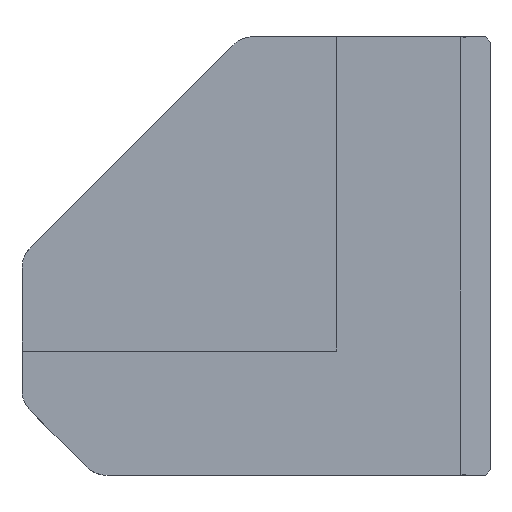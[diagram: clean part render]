
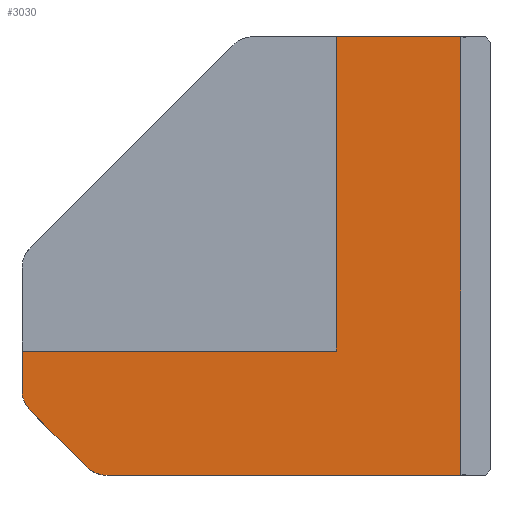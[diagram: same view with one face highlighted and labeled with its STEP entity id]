
A CAD part, top view. The second image highlights one B-rep face of the part: STEP entity #3030.
In plain terms, the highlighted planar face has unit normal (0, 0, 1).
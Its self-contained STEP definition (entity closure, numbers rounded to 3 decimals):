
#2623 = VERTEX_POINT('',#2624);
#2624 = CARTESIAN_POINT('',(249.171,150.8,5.));
#2630 = EDGE_CURVE('',#2623,#2631,#2633,.T.);
#2631 = VERTEX_POINT('',#2632);
#2632 = CARTESIAN_POINT('',(257.671,150.8,5.));
#2633 = LINE('',#2634,#2635);
#2634 = CARTESIAN_POINT('',(249.171,150.8,5.));
#2635 = VECTOR('',#2636,1.);
#2636 = DIRECTION('',(1.,0.,0.));
#2878 = VERTEX_POINT('',#2879);
#2879 = CARTESIAN_POINT('',(249.171,129.3,5.));
#2885 = EDGE_CURVE('',#2878,#2623,#2886,.T.);
#2886 = LINE('',#2887,#2888);
#2887 = CARTESIAN_POINT('',(249.171,129.3,5.));
#2888 = VECTOR('',#2889,1.);
#2889 = DIRECTION('',(0.,1.,0.));
#2971 = VERTEX_POINT('',#2972);
#2972 = CARTESIAN_POINT('',(257.671,120.8,5.));
#3010 = EDGE_CURVE('',#3011,#2878,#3013,.T.);
#3011 = VERTEX_POINT('',#3012);
#3012 = CARTESIAN_POINT('',(227.671,129.3,5.));
#3013 = LINE('',#3014,#3015);
#3014 = CARTESIAN_POINT('',(227.671,129.3,5.));
#3015 = VECTOR('',#3016,1.);
#3016 = DIRECTION('',(1.,0.,0.));
#3030 = ADVANCED_FACE('',(#3031),#3208,.T.);
#3031 = FACE_BOUND('',#3032,.T.);
#3032 = EDGE_LOOP('',(#3033,#3034,#3035,#3043,#3051,#3059,#3067,#3075,
    #3083,#3091,#3099,#3107,#3115,#3123,#3131,#3139,#3147,#3155,#3163,
    #3171,#3179,#3187,#3195,#3201,#3207));
#3033 = ORIENTED_EDGE('',*,*,#2885,.F.);
#3034 = ORIENTED_EDGE('',*,*,#3010,.F.);
#3035 = ORIENTED_EDGE('',*,*,#3036,.T.);
#3036 = EDGE_CURVE('',#3011,#3037,#3039,.T.);
#3037 = VERTEX_POINT('',#3038);
#3038 = CARTESIAN_POINT('',(227.671,126.628,5.));
#3039 = LINE('',#3040,#3041);
#3040 = CARTESIAN_POINT('',(227.671,129.3,5.));
#3041 = VECTOR('',#3042,1.);
#3042 = DIRECTION('',(0.,-1.,0.));
#3043 = ORIENTED_EDGE('',*,*,#3044,.T.);
#3044 = EDGE_CURVE('',#3037,#3045,#3047,.T.);
#3045 = VERTEX_POINT('',#3046);
#3046 = CARTESIAN_POINT('',(227.679,126.454,5.));
#3047 = LINE('',#3048,#3049);
#3048 = CARTESIAN_POINT('',(227.671,126.628,5.));
#3049 = VECTOR('',#3050,1.);
#3050 = DIRECTION('',(0.044,-0.999,0.));
#3051 = ORIENTED_EDGE('',*,*,#3052,.T.);
#3052 = EDGE_CURVE('',#3045,#3053,#3055,.T.);
#3053 = VERTEX_POINT('',#3054);
#3054 = CARTESIAN_POINT('',(227.701,126.281,5.));
#3055 = LINE('',#3056,#3057);
#3056 = CARTESIAN_POINT('',(227.679,126.454,5.));
#3057 = VECTOR('',#3058,1.);
#3058 = DIRECTION('',(0.131,-0.991,0.));
#3059 = ORIENTED_EDGE('',*,*,#3060,.T.);
#3060 = EDGE_CURVE('',#3053,#3061,#3063,.T.);
#3061 = VERTEX_POINT('',#3062);
#3062 = CARTESIAN_POINT('',(227.739,126.111,5.));
#3063 = LINE('',#3064,#3065);
#3064 = CARTESIAN_POINT('',(227.701,126.281,5.));
#3065 = VECTOR('',#3066,1.);
#3066 = DIRECTION('',(0.216,-0.976,0.));
#3067 = ORIENTED_EDGE('',*,*,#3068,.T.);
#3068 = EDGE_CURVE('',#3061,#3069,#3071,.T.);
#3069 = VERTEX_POINT('',#3070);
#3070 = CARTESIAN_POINT('',(227.792,125.944,5.));
#3071 = LINE('',#3072,#3073);
#3072 = CARTESIAN_POINT('',(227.739,126.111,5.));
#3073 = VECTOR('',#3074,1.);
#3074 = DIRECTION('',(0.301,-0.954,0.));
#3075 = ORIENTED_EDGE('',*,*,#3076,.T.);
#3076 = EDGE_CURVE('',#3069,#3077,#3079,.T.);
#3077 = VERTEX_POINT('',#3078);
#3078 = CARTESIAN_POINT('',(227.858,125.783,5.));
#3079 = LINE('',#3080,#3081);
#3080 = CARTESIAN_POINT('',(227.792,125.944,5.));
#3081 = VECTOR('',#3082,1.);
#3082 = DIRECTION('',(0.383,-0.924,0.));
#3083 = ORIENTED_EDGE('',*,*,#3084,.T.);
#3084 = EDGE_CURVE('',#3077,#3085,#3087,.T.);
#3085 = VERTEX_POINT('',#3086);
#3086 = CARTESIAN_POINT('',(227.939,125.628,5.));
#3087 = LINE('',#3088,#3089);
#3088 = CARTESIAN_POINT('',(227.858,125.783,5.));
#3089 = VECTOR('',#3090,1.);
#3090 = DIRECTION('',(0.462,-0.887,0.));
#3091 = ORIENTED_EDGE('',*,*,#3092,.T.);
#3092 = EDGE_CURVE('',#3085,#3093,#3095,.T.);
#3093 = VERTEX_POINT('',#3094);
#3094 = CARTESIAN_POINT('',(228.033,125.481,5.));
#3095 = LINE('',#3096,#3097);
#3096 = CARTESIAN_POINT('',(227.939,125.628,5.));
#3097 = VECTOR('',#3098,1.);
#3098 = DIRECTION('',(0.537,-0.843,0.));
#3099 = ORIENTED_EDGE('',*,*,#3100,.F.);
#3100 = EDGE_CURVE('',#3101,#3093,#3103,.T.);
#3101 = VERTEX_POINT('',#3102);
#3102 = CARTESIAN_POINT('',(228.139,125.343,5.));
#3103 = LINE('',#3104,#3105);
#3104 = CARTESIAN_POINT('',(228.139,125.343,5.));
#3105 = VECTOR('',#3106,1.);
#3106 = DIRECTION('',(-0.609,0.793,0.));
#3107 = ORIENTED_EDGE('',*,*,#3108,.F.);
#3108 = EDGE_CURVE('',#3109,#3101,#3111,.T.);
#3109 = VERTEX_POINT('',#3110);
#3110 = CARTESIAN_POINT('',(228.257,125.214,5.));
#3111 = LINE('',#3112,#3113);
#3112 = CARTESIAN_POINT('',(228.257,125.214,5.));
#3113 = VECTOR('',#3114,1.);
#3114 = DIRECTION('',(-0.676,0.737,0.));
#3115 = ORIENTED_EDGE('',*,*,#3116,.F.);
#3116 = EDGE_CURVE('',#3117,#3109,#3119,.T.);
#3117 = VERTEX_POINT('',#3118);
#3118 = CARTESIAN_POINT('',(232.085,121.386,5.));
#3119 = LINE('',#3120,#3121);
#3120 = CARTESIAN_POINT('',(232.085,121.386,5.));
#3121 = VECTOR('',#3122,1.);
#3122 = DIRECTION('',(-0.707,0.707,0.));
#3123 = ORIENTED_EDGE('',*,*,#3124,.F.);
#3124 = EDGE_CURVE('',#3125,#3117,#3127,.T.);
#3125 = VERTEX_POINT('',#3126);
#3126 = CARTESIAN_POINT('',(232.214,121.268,5.));
#3127 = LINE('',#3128,#3129);
#3128 = CARTESIAN_POINT('',(232.214,121.268,5.));
#3129 = VECTOR('',#3130,1.);
#3130 = DIRECTION('',(-0.737,0.676,0.));
#3131 = ORIENTED_EDGE('',*,*,#3132,.T.);
#3132 = EDGE_CURVE('',#3125,#3133,#3135,.T.);
#3133 = VERTEX_POINT('',#3134);
#3134 = CARTESIAN_POINT('',(232.352,121.161,5.));
#3135 = LINE('',#3136,#3137);
#3136 = CARTESIAN_POINT('',(232.214,121.268,5.));
#3137 = VECTOR('',#3138,1.);
#3138 = DIRECTION('',(0.793,-0.609,0.));
#3139 = ORIENTED_EDGE('',*,*,#3140,.T.);
#3140 = EDGE_CURVE('',#3133,#3141,#3143,.T.);
#3141 = VERTEX_POINT('',#3142);
#3142 = CARTESIAN_POINT('',(232.499,121.068,5.));
#3143 = LINE('',#3144,#3145);
#3144 = CARTESIAN_POINT('',(232.352,121.161,5.));
#3145 = VECTOR('',#3146,1.);
#3146 = DIRECTION('',(0.843,-0.537,0.));
#3147 = ORIENTED_EDGE('',*,*,#3148,.T.);
#3148 = EDGE_CURVE('',#3141,#3149,#3151,.T.);
#3149 = VERTEX_POINT('',#3150);
#3150 = CARTESIAN_POINT('',(232.654,120.987,5.));
#3151 = LINE('',#3152,#3153);
#3152 = CARTESIAN_POINT('',(232.499,121.068,5.));
#3153 = VECTOR('',#3154,1.);
#3154 = DIRECTION('',(0.887,-0.462,0.));
#3155 = ORIENTED_EDGE('',*,*,#3156,.T.);
#3156 = EDGE_CURVE('',#3149,#3157,#3159,.T.);
#3157 = VERTEX_POINT('',#3158);
#3158 = CARTESIAN_POINT('',(232.815,120.92,5.));
#3159 = LINE('',#3160,#3161);
#3160 = CARTESIAN_POINT('',(232.654,120.987,5.));
#3161 = VECTOR('',#3162,1.);
#3162 = DIRECTION('',(0.924,-0.383,0.));
#3163 = ORIENTED_EDGE('',*,*,#3164,.T.);
#3164 = EDGE_CURVE('',#3157,#3165,#3167,.T.);
#3165 = VERTEX_POINT('',#3166);
#3166 = CARTESIAN_POINT('',(232.982,120.868,5.));
#3167 = LINE('',#3168,#3169);
#3168 = CARTESIAN_POINT('',(232.815,120.92,5.));
#3169 = VECTOR('',#3170,1.);
#3170 = DIRECTION('',(0.954,-0.301,0.));
#3171 = ORIENTED_EDGE('',*,*,#3172,.T.);
#3172 = EDGE_CURVE('',#3165,#3173,#3175,.T.);
#3173 = VERTEX_POINT('',#3174);
#3174 = CARTESIAN_POINT('',(233.152,120.83,5.));
#3175 = LINE('',#3176,#3177);
#3176 = CARTESIAN_POINT('',(232.982,120.868,5.));
#3177 = VECTOR('',#3178,1.);
#3178 = DIRECTION('',(0.976,-0.216,0.));
#3179 = ORIENTED_EDGE('',*,*,#3180,.T.);
#3180 = EDGE_CURVE('',#3173,#3181,#3183,.T.);
#3181 = VERTEX_POINT('',#3182);
#3182 = CARTESIAN_POINT('',(233.325,120.807,5.));
#3183 = LINE('',#3184,#3185);
#3184 = CARTESIAN_POINT('',(233.152,120.83,5.));
#3185 = VECTOR('',#3186,1.);
#3186 = DIRECTION('',(0.991,-0.13,0.));
#3187 = ORIENTED_EDGE('',*,*,#3188,.T.);
#3188 = EDGE_CURVE('',#3181,#3189,#3191,.T.);
#3189 = VERTEX_POINT('',#3190);
#3190 = CARTESIAN_POINT('',(233.499,120.8,5.));
#3191 = LINE('',#3192,#3193);
#3192 = CARTESIAN_POINT('',(233.325,120.807,5.));
#3193 = VECTOR('',#3194,1.);
#3194 = DIRECTION('',(0.999,-0.044,0.));
#3195 = ORIENTED_EDGE('',*,*,#3196,.T.);
#3196 = EDGE_CURVE('',#3189,#2971,#3197,.T.);
#3197 = LINE('',#3198,#3199);
#3198 = CARTESIAN_POINT('',(233.499,120.8,5.));
#3199 = VECTOR('',#3200,1.);
#3200 = DIRECTION('',(1.,0.,0.));
#3201 = ORIENTED_EDGE('',*,*,#3202,.T.);
#3202 = EDGE_CURVE('',#2971,#2631,#3203,.T.);
#3203 = LINE('',#3204,#3205);
#3204 = CARTESIAN_POINT('',(257.671,120.8,5.));
#3205 = VECTOR('',#3206,1.);
#3206 = DIRECTION('',(0.,1.,0.));
#3207 = ORIENTED_EDGE('',*,*,#2630,.F.);
#3208 = PLANE('',#3209);
#3209 = AXIS2_PLACEMENT_3D('',#3210,#3211,#3212);
#3210 = CARTESIAN_POINT('',(247.065,132.285,5.));
#3211 = DIRECTION('',(0.,0.,1.));
#3212 = DIRECTION('',(0.,1.,0.));
